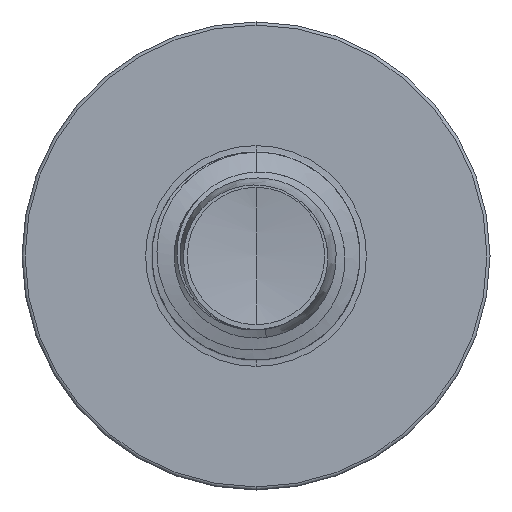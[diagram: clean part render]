
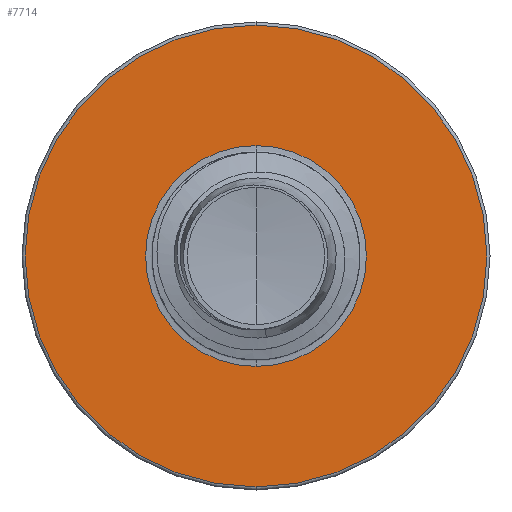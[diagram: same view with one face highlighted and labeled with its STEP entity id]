
A CAD part, front view. The second image highlights one B-rep face of the part: STEP entity #7714.
In plain terms, the highlighted planar face has unit normal (0, -1, 0).
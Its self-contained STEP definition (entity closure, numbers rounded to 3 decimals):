
#1442 = EDGE_LOOP ( 'NONE', ( #15261, #9496 ) ) ;
#2278 = CIRCLE ( 'NONE', #20048, 3.186 ) ;
#2363 = ORIENTED_EDGE ( 'NONE', *, *, #6153, .F. ) ;
#2585 = CARTESIAN_POINT ( 'NONE',  ( 0., 14., -3.186 ) ) ;
#3262 = VERTEX_POINT ( 'NONE', #15264 ) ;
#3282 = CARTESIAN_POINT ( 'NONE',  ( 0., 14., 0. ) ) ;
#4784 = DIRECTION ( 'NONE',  ( 0., 1., 0. ) ) ;
#4899 = CARTESIAN_POINT ( 'NONE',  ( 0., 14., -3.186 ) ) ;
#5282 = DIRECTION ( 'NONE',  ( 0., 0., 1. ) ) ;
#6153 = EDGE_CURVE ( 'NONE', #10744, #23430, #17498, .T. ) ;
#6294 = FACE_OUTER_BOUND ( 'NONE', #13821, .T. ) ;
#6772 = PLANE ( 'NONE',  #11810 ) ;
#6859 = DIRECTION ( 'NONE',  ( 0., 0., 1. ) ) ;
#7467 = AXIS2_PLACEMENT_3D ( 'NONE', #22354, #10563, #24343 ) ;
#7714 = ADVANCED_FACE ( 'NONE', ( #6294, #21438 ), #6772, .F. ) ;
#8814 = CARTESIAN_POINT ( 'NONE',  ( 0., 14., 0. ) ) ;
#9496 = ORIENTED_EDGE ( 'NONE', *, *, #24827, .T. ) ;
#9967 = EDGE_CURVE ( 'NONE', #3262, #15724, #2278, .T. ) ;
#10262 = AXIS2_PLACEMENT_3D ( 'NONE', #3282, #17101, #5282 ) ;
#10563 = DIRECTION ( 'NONE',  ( 0., 1., 0. ) ) ;
#10595 = CIRCLE ( 'NONE', #24084, 6.66 ) ;
#10744 = VERTEX_POINT ( 'NONE', #19464 ) ;
#10810 = DIRECTION ( 'NONE',  ( 0., 0., 1. ) ) ;
#11810 = AXIS2_PLACEMENT_3D ( 'NONE', #4899, #18688, #6859 ) ;
#13821 = EDGE_LOOP ( 'NONE', ( #2363, #21566 ) ) ;
#14744 = EDGE_CURVE ( 'NONE', #23430, #10744, #10595, .T. ) ;
#15261 = ORIENTED_EDGE ( 'NONE', *, *, #9967, .T. ) ;
#15264 = CARTESIAN_POINT ( 'NONE',  ( 0., 14., 3.186 ) ) ;
#15724 = VERTEX_POINT ( 'NONE', #2585 ) ;
#16596 = CARTESIAN_POINT ( 'NONE',  ( 0., 14., 0. ) ) ;
#17101 = DIRECTION ( 'NONE',  ( 0., 1., 0. ) ) ;
#17498 = CIRCLE ( 'NONE', #7467, 6.66 ) ;
#18262 = CARTESIAN_POINT ( 'NONE',  ( 0., 14., -6.66 ) ) ;
#18578 = DIRECTION ( 'NONE',  ( 0., 0., 1. ) ) ;
#18688 = DIRECTION ( 'NONE',  ( 0., 1., 0. ) ) ;
#19464 = CARTESIAN_POINT ( 'NONE',  ( 0., 14., 6.66 ) ) ;
#20048 = AXIS2_PLACEMENT_3D ( 'NONE', #8814, #22604, #10810 ) ;
#21287 = CIRCLE ( 'NONE', #10262, 3.186 ) ;
#21438 = FACE_BOUND ( 'NONE', #1442, .T. ) ;
#21566 = ORIENTED_EDGE ( 'NONE', *, *, #14744, .F. ) ;
#22354 = CARTESIAN_POINT ( 'NONE',  ( 0., 14., 0. ) ) ;
#22604 = DIRECTION ( 'NONE',  ( 0., 1., 0. ) ) ;
#23430 = VERTEX_POINT ( 'NONE', #18262 ) ;
#24084 = AXIS2_PLACEMENT_3D ( 'NONE', #16596, #4784, #18578 ) ;
#24343 = DIRECTION ( 'NONE',  ( 0., 0., 1. ) ) ;
#24827 = EDGE_CURVE ( 'NONE', #15724, #3262, #21287, .T. ) ;
